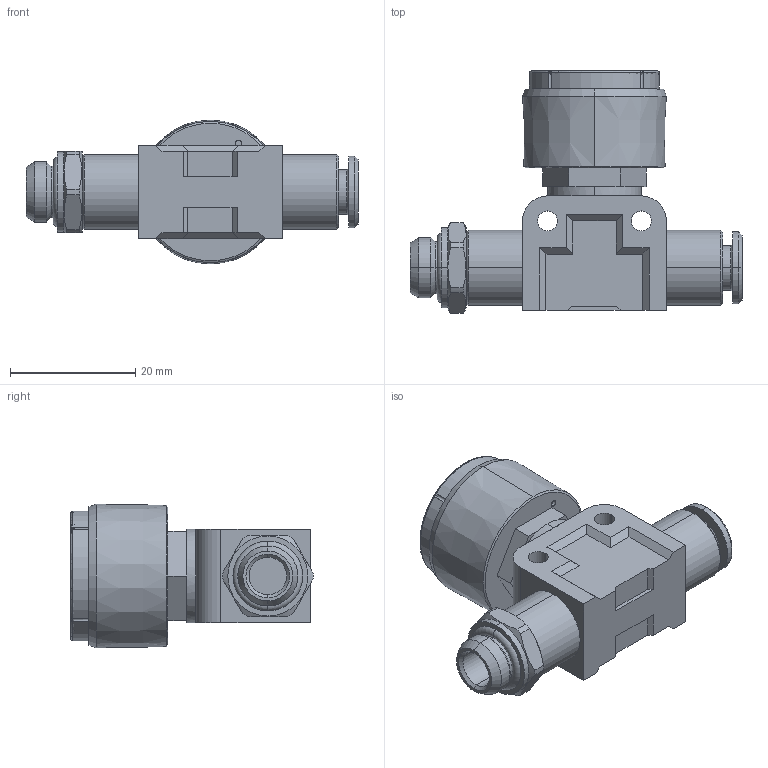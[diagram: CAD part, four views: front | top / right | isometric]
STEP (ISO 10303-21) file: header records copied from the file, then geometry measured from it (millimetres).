
FILE_DESCRIPTION (( 'STEP AP203' ), '1' );
FILE_NAME ('04410031.STEP', '2011-06-01T16:27:23', ( '' ), ( 'sopra-pneumatic' ), 'SwSTEP 2.0', 'SolidWorks 2011', '' );
FILE_SCHEMA (( 'CONFIG_CONTROL_DESIGN' ));
Length unit declared in the file: millimetre
Products named in the file (1): 04410031
Bounding box: 53.1 x 38.75 x 23 mm (x, y, z)
Surface area: 6130.3 mm2 (no closed solid volume)
Topology: 0 solids, 6 shells, 166 faces, 381 edges, 237 vertices
Faces by surface type: plane 74, cylinder 52, cone 28, bspline 10, torus 2
Entity records: 5257 total; most frequent: CARTESIAN_POINT 1424, DIRECTION 800, ORIENTED_EDGE 762, EDGE_CURVE 381, AXIS2_PLACEMENT_3D 301, VERTEX_POINT 237, VECTOR 198, LINE 198
